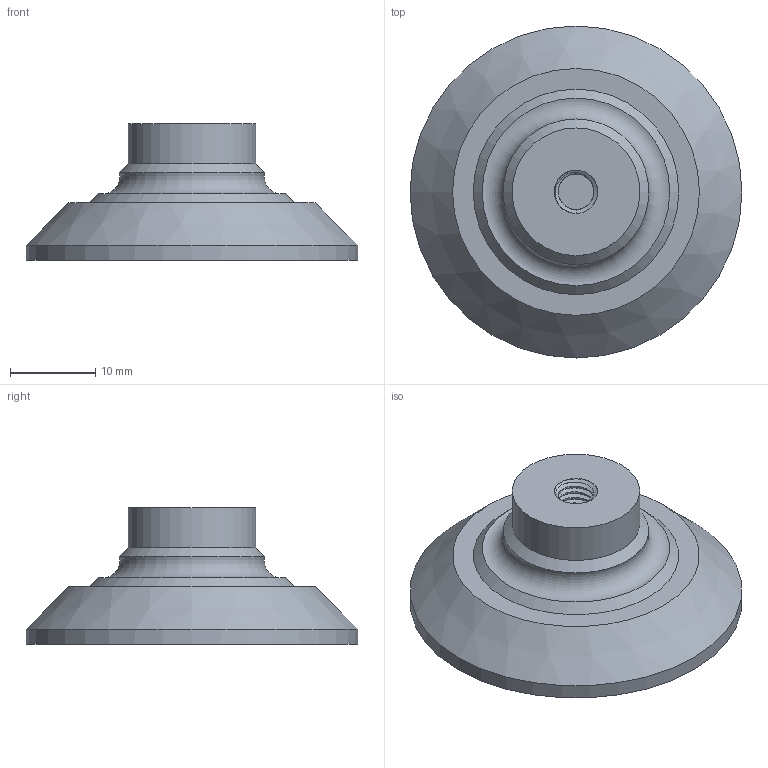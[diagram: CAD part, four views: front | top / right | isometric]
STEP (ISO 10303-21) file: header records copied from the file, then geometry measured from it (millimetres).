
FILE_DESCRIPTION(/* description */ ('STEP AP242','CAx-IF Rec.Pracs.---Representation and Presentation of Product Manufacturing Information (PMI)---4.0---2014-10-13','CAx-IF Rec.Pracs.---3D Tessellated Geometry---0.4---2014-09-14','2;1'),/* implementation_level */ '2;1');
FILE_NAME(/* name */ '68512a4a8479952dcefcebab',/* time_stamp */ '2025-06-17T08:41:46Z',/* author */ (''),/* organization */ (''),/* preprocessor_version */ 'ST-DEVELOPER v20',/* originating_system */ 'ONSHAPE BY PTC INC, 1.199',/* authorisation */ ' ');
FILE_SCHEMA (('AP242_MANAGED_MODEL_BASED_3D_ENGINEERING_MIM_LF { 1 0 10303 442 1 1 4 }'));
Length unit declared in the file: metre
Products named in the file (1): gearbox_v3 v17
Bounding box: 39 x 39 x 16 mm (x, y, z)
Volume: 5753 mm3; surface area: 4528.2 mm2
Topology: 1 solids, 1 shells, 383 faces, 1121 edges, 745 vertices
Faces by surface type: plane 207, cylinder 164, cone 5, torus 4, bspline 3
Full cylindrical faces by diameter (mm): 6 x1, 15 x1, 39 x1
Entity records: 13645 total; most frequent: CARTESIAN_POINT 3199, ORIENTED_EDGE 2220, DIRECTION 2204, EDGE_CURVE 1110, LINE 762, VECTOR 762, VERTEX_POINT 742, AXIS2_PLACEMENT_3D 721
